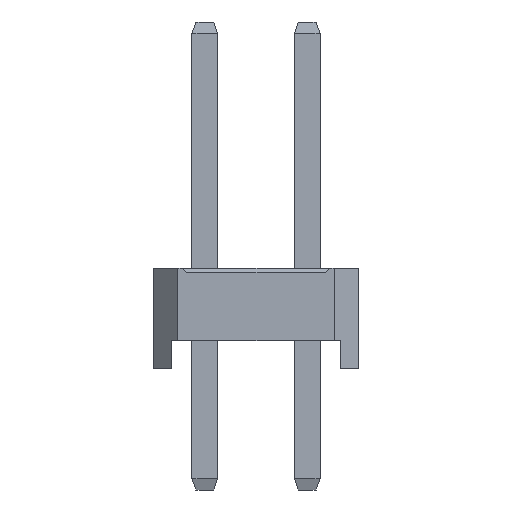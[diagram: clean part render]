
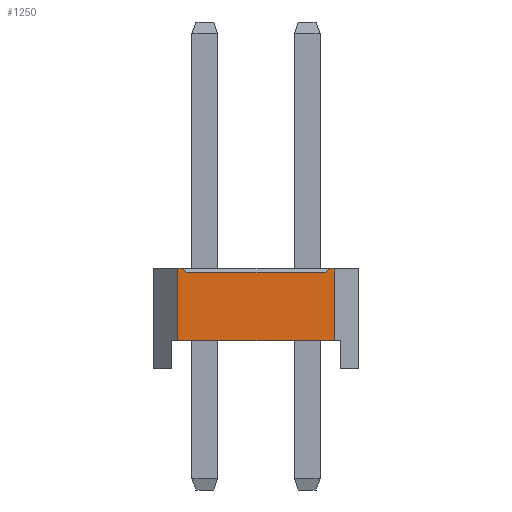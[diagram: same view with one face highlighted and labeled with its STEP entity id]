
A CAD part, left-side view. The second image highlights one B-rep face of the part: STEP entity #1250.
In plain terms, the highlighted planar face has unit normal (-1, 0, 0).
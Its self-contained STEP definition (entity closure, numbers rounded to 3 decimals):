
#1250=ADVANCED_FACE('',(#5266),#5268,.T.);
#5266=FACE_BOUND('',#5267,.T.);
#5267=EDGE_LOOP('',(#8421,#8422,#8423,#8424,#8425,#8426,#8427,#8428));
#5268=PLANE('',#5269);
#5269=AXIS2_PLACEMENT_3D('',#5270,#5271,#5272);
#5270=CARTESIAN_POINT('',(-1.27,3.21,0.));
#5271=DIRECTION('',(-1.,0.,0.));
#5272=DIRECTION('',(0.,-1.,0.));
#8421=ORIENTED_EDGE('',*,*,#10390,.F.);
#8422=ORIENTED_EDGE('',*,*,#10391,.T.);
#8423=ORIENTED_EDGE('',*,*,#10392,.F.);
#8424=ORIENTED_EDGE('',*,*,#9986,.F.);
#8425=ORIENTED_EDGE('',*,*,#10393,.F.);
#8426=ORIENTED_EDGE('',*,*,#9832,.T.);
#8427=ORIENTED_EDGE('',*,*,#10389,.T.);
#8428=ORIENTED_EDGE('',*,*,#9990,.F.);
#9832=EDGE_CURVE('',#10952,#10950,#10953,.T.);
#9986=EDGE_CURVE('',#11258,#11260,#11261,.T.);
#9990=EDGE_CURVE('',#11266,#11268,#11269,.T.);
#10389=EDGE_CURVE('',#10950,#11268,#11933,.T.);
#10390=EDGE_CURVE('',#11934,#11266,#11935,.F.);
#10391=EDGE_CURVE('',#11934,#11936,#11937,.T.);
#10392=EDGE_CURVE('',#11260,#11936,#11938,.F.);
#10393=EDGE_CURVE('',#10952,#11258,#11939,.T.);
#10950=VERTEX_POINT('',#12766);
#10952=VERTEX_POINT('',#12770);
#10953=LINE('',#12771,#12772);
#11258=VERTEX_POINT('',#13382);
#11260=VERTEX_POINT('',#13386);
#11261=LINE('',#13387,#13388);
#11266=VERTEX_POINT('',#13398);
#11268=VERTEX_POINT('',#13402);
#11269=LINE('',#13403,#13404);
#11933=LINE('',#14865,#14866);
#11934=VERTEX_POINT('',#14868);
#11935=LINE('',#14869,#14870);
#11936=VERTEX_POINT('',#14872);
#11937=LINE('',#14873,#14874);
#11938=LINE('',#14876,#14877);
#11939=LINE('',#14879,#14880);
#12766=CARTESIAN_POINT('',(-1.27,-0.67,0.7));
#12770=CARTESIAN_POINT('',(-1.27,3.21,0.7));
#12771=CARTESIAN_POINT('',(-1.27,3.21,0.7));
#12772=VECTOR('',#12773,1.);
#12773=DIRECTION('',(0.,-1.,0.));
#13382=CARTESIAN_POINT('',(-1.27,3.21,2.5));
#13386=CARTESIAN_POINT('',(-1.27,3.09,2.5));
#13387=CARTESIAN_POINT('',(-1.27,3.21,2.5));
#13388=VECTOR('',#13389,1.);
#13389=DIRECTION('',(0.,-1.,0.));
#13398=CARTESIAN_POINT('',(-1.27,-0.55,2.5));
#13402=CARTESIAN_POINT('',(-1.27,-0.67,2.5));
#13403=CARTESIAN_POINT('',(-1.27,-0.55,2.5));
#13404=VECTOR('',#13405,1.);
#13405=DIRECTION('',(0.,-1.,0.));
#14865=CARTESIAN_POINT('',(-1.27,-0.67,0.7));
#14866=VECTOR('',#14867,1.);
#14867=DIRECTION('',(0.,0.,1.));
#14868=CARTESIAN_POINT('',(-1.27,-0.45,2.4));
#14869=CARTESIAN_POINT('',(-1.27,-0.55,2.5));
#14870=VECTOR('',#14871,1.);
#14871=DIRECTION('',(0.,0.707,-0.707));
#14872=CARTESIAN_POINT('',(-1.27,2.99,2.4));
#14873=CARTESIAN_POINT('',(-1.27,-0.45,2.4));
#14874=VECTOR('',#14875,1.);
#14875=DIRECTION('',(0.,1.,0.));
#14876=CARTESIAN_POINT('',(-1.27,2.99,2.4));
#14877=VECTOR('',#14878,1.);
#14878=DIRECTION('',(0.,0.707,0.707));
#14879=CARTESIAN_POINT('',(-1.27,3.21,0.7));
#14880=VECTOR('',#14881,1.);
#14881=DIRECTION('',(0.,0.,1.));
